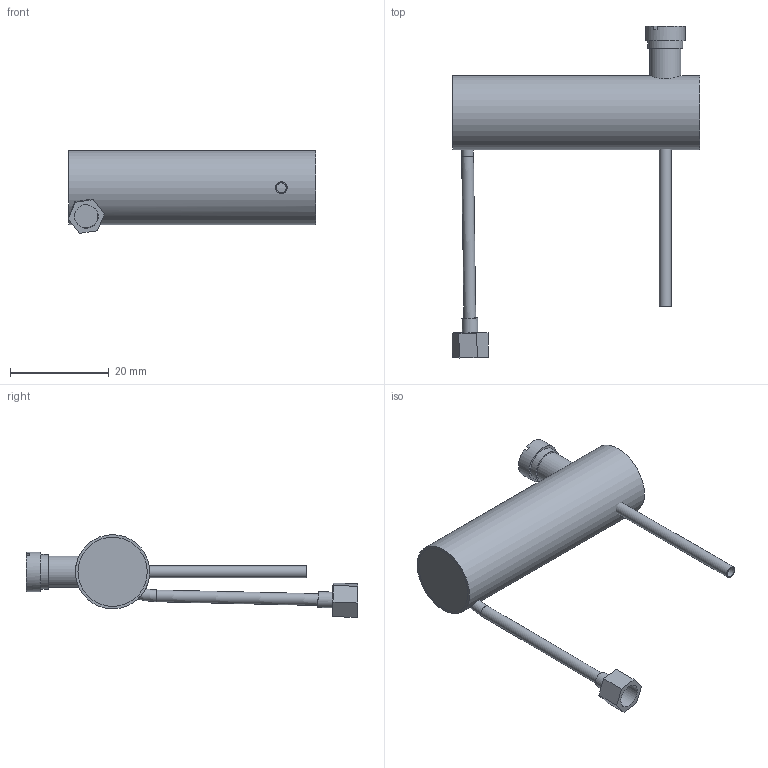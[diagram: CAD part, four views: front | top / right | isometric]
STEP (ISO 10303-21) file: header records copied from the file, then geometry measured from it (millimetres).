
FILE_DESCRIPTION(/* description */ ('ARM1G'),/* implementation_level */ '2;1');
FILE_NAME(/* name */ 'Lubricator',/* time_stamp */ '2020-05-03T12:03:23+01:00',/* author */ ('Keith Bucklitch'),/* organization */ ('G1MRA'),/* preprocessor_version */ 'ST-DEVELOPER v16.7',/* originating_system */ 'Solid Edge',/* authorisation */ 'Unknown');
FILE_SCHEMA (('AUTOMOTIVE_DESIGN {1 0 10303 214 3 1 1}'));
Length unit declared in the file: millimetre
Products named in the file (8): Lubricator; Fibre washer; Lubricator end cap; Lubricator drain pipe; Lubricator feed pipe; Lubricator filler plug; Lubricator filler; Lubricator barrel
Assembly tree (8 placements, depth 2):
  Lubricator
    Fibre washer
    Lubricator end cap  x2
    Lubricator drain pipe
    Lubricator feed pipe
    Lubricator filler plug
    Lubricator filler
    Lubricator barrel
Bounding box: 50.09 x 67.09 x 16.7 mm (x, y, z)
Volume: 2244 mm3; surface area: 7444.5 mm2
Topology: 8 solids, 8 shells, 59 faces, 104 edges, 69 vertices
Faces by surface type: plane 34, cylinder 23, torus 2
Full cylindrical faces by diameter (mm): 2 x3, 2.3 x1, 2.381 x4, 3.175 x1, 3.763 x1, 3.8 x1, 4.099 x1, 4.763 x3, 6.35 x2, 7 x1, 8 x1, 14 x3, 15 x1
Entity records: 1510 total; most frequent: CARTESIAN_POINT 257, DIRECTION 242, ORIENTED_EDGE 146, AXIS2_PLACEMENT_3D 108, EDGE_LOOP 100, FACE_BOUND 100, EDGE_CURVE 73, VERTEX_POINT 63
